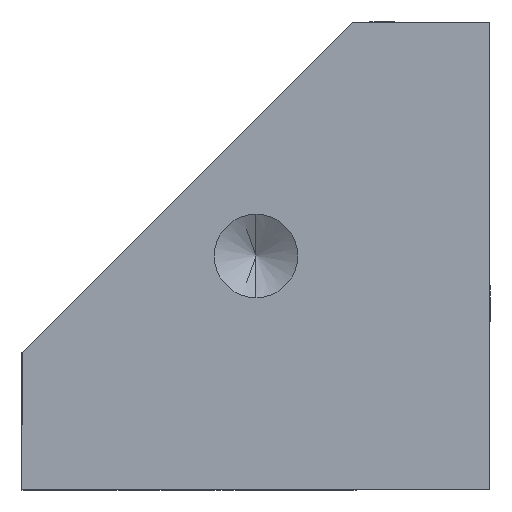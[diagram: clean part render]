
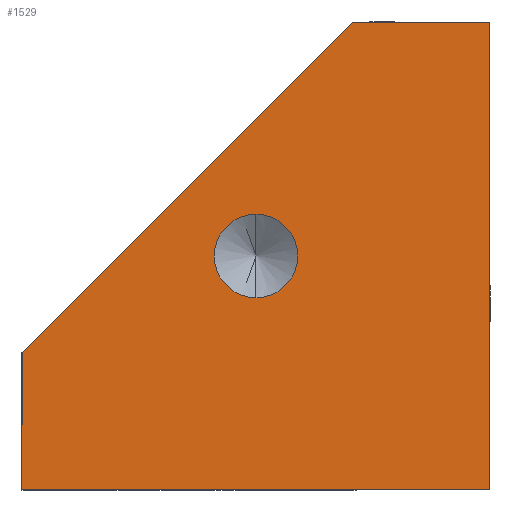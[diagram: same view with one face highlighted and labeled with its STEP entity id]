
A CAD part, front view. The second image highlights one B-rep face of the part: STEP entity #1529.
In plain terms, the highlighted planar face has unit normal (0, -1, 0).
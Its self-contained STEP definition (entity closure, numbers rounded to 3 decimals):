
#23 = DIRECTION ( 'NONE',  ( 0., 0., -1. ) ) ;
#169 = EDGE_CURVE ( 'NONE', #1872, #211, #2114, .T. ) ;
#211 = VERTEX_POINT ( 'NONE', #3124 ) ;
#354 = AXIS2_PLACEMENT_3D ( 'NONE', #2503, #2460, #23 ) ;
#376 = VECTOR ( 'NONE', #3589, 1000. ) ;
#377 = VECTOR ( 'NONE', #2094, 1000. ) ;
#389 = EDGE_LOOP ( 'NONE', ( #3317, #3530, #3351, #2782, #3135 ) ) ;
#438 = EDGE_CURVE ( 'NONE', #1351, #2948, #1941, .T. ) ;
#496 = CARTESIAN_POINT ( 'NONE',  ( 6.35, 0., 6.35 ) ) ;
#504 = CARTESIAN_POINT ( 'NONE',  ( 6.35, 0., 5.22 ) ) ;
#631 = CARTESIAN_POINT ( 'NONE',  ( 12.7, 0., 0. ) ) ;
#657 = LINE ( 'NONE', #695, #3230 ) ;
#695 = CARTESIAN_POINT ( 'NONE',  ( 0., 0., 0. ) ) ;
#805 = LINE ( 'NONE', #1149, #377 ) ;
#823 = DIRECTION ( 'NONE',  ( 0., -1., 0. ) ) ;
#965 = FACE_BOUND ( 'NONE', #1109, .T. ) ;
#1006 = DIRECTION ( 'NONE',  ( 0., 1., 0. ) ) ;
#1109 = EDGE_LOOP ( 'NONE', ( #3580, #3245 ) ) ;
#1149 = CARTESIAN_POINT ( 'NONE',  ( 0., 0., 12.7 ) ) ;
#1284 = CARTESIAN_POINT ( 'NONE',  ( 0., 0., 0. ) ) ;
#1351 = VERTEX_POINT ( 'NONE', #2442 ) ;
#1394 = VECTOR ( 'NONE', #1904, 1000. ) ;
#1529 = ADVANCED_FACE ( 'NONE', ( #965, #3107 ), #3762, .F. ) ;
#1720 = EDGE_CURVE ( 'NONE', #211, #1872, #3969, .T. ) ;
#1831 = CARTESIAN_POINT ( 'NONE',  ( 12.7, 0., 0. ) ) ;
#1834 = VERTEX_POINT ( 'NONE', #631 ) ;
#1872 = VERTEX_POINT ( 'NONE', #504 ) ;
#1904 = DIRECTION ( 'NONE',  ( 0., 0., 1. ) ) ;
#1908 = CARTESIAN_POINT ( 'NONE',  ( 8.98, 0., 12.7 ) ) ;
#1935 = EDGE_CURVE ( 'NONE', #2948, #3810, #3990, .T. ) ;
#1941 = LINE ( 'NONE', #2831, #1394 ) ;
#2066 = DIRECTION ( 'NONE',  ( 0., 0., -1. ) ) ;
#2094 = DIRECTION ( 'NONE',  ( 1., 0., 0. ) ) ;
#2114 = CIRCLE ( 'NONE', #354, 1.13 ) ;
#2132 = VERTEX_POINT ( 'NONE', #3899 ) ;
#2134 = EDGE_CURVE ( 'NONE', #3810, #2132, #805, .T. ) ;
#2180 = DIRECTION ( 'NONE',  ( 0., 0., 1. ) ) ;
#2186 = CARTESIAN_POINT ( 'NONE',  ( 0., 0., 3.72 ) ) ;
#2354 = EDGE_CURVE ( 'NONE', #2132, #1834, #3936, .T. ) ;
#2442 = CARTESIAN_POINT ( 'NONE',  ( 0., 0., 0. ) ) ;
#2460 = DIRECTION ( 'NONE',  ( 0., -1., 0. ) ) ;
#2503 = CARTESIAN_POINT ( 'NONE',  ( 6.35, 0., 6.35 ) ) ;
#2525 = DIRECTION ( 'NONE',  ( -1., 0., 0. ) ) ;
#2582 = AXIS2_PLACEMENT_3D ( 'NONE', #1284, #1006, #2180 ) ;
#2701 = AXIS2_PLACEMENT_3D ( 'NONE', #496, #823, #2066 ) ;
#2781 = VECTOR ( 'NONE', #3029, 1000. ) ;
#2782 = ORIENTED_EDGE ( 'NONE', *, *, #3302, .F. ) ;
#2831 = CARTESIAN_POINT ( 'NONE',  ( 0., 0., 0. ) ) ;
#2948 = VERTEX_POINT ( 'NONE', #2186 ) ;
#3026 = CARTESIAN_POINT ( 'NONE',  ( 0., 0., 3.72 ) ) ;
#3029 = DIRECTION ( 'NONE',  ( 0., 0., -1. ) ) ;
#3107 = FACE_OUTER_BOUND ( 'NONE', #389, .T. ) ;
#3124 = CARTESIAN_POINT ( 'NONE',  ( 6.35, 0., 7.48 ) ) ;
#3135 = ORIENTED_EDGE ( 'NONE', *, *, #2354, .F. ) ;
#3230 = VECTOR ( 'NONE', #2525, 1000. ) ;
#3245 = ORIENTED_EDGE ( 'NONE', *, *, #1720, .F. ) ;
#3302 = EDGE_CURVE ( 'NONE', #1834, #1351, #657, .T. ) ;
#3317 = ORIENTED_EDGE ( 'NONE', *, *, #2134, .F. ) ;
#3351 = ORIENTED_EDGE ( 'NONE', *, *, #438, .F. ) ;
#3530 = ORIENTED_EDGE ( 'NONE', *, *, #1935, .F. ) ;
#3580 = ORIENTED_EDGE ( 'NONE', *, *, #169, .F. ) ;
#3589 = DIRECTION ( 'NONE',  ( 0.707, 0., 0.707 ) ) ;
#3762 = PLANE ( 'NONE',  #2582 ) ;
#3810 = VERTEX_POINT ( 'NONE', #1908 ) ;
#3899 = CARTESIAN_POINT ( 'NONE',  ( 12.7, 0., 12.7 ) ) ;
#3936 = LINE ( 'NONE', #1831, #2781 ) ;
#3969 = CIRCLE ( 'NONE', #2701, 1.13 ) ;
#3990 = LINE ( 'NONE', #3026, #376 ) ;
